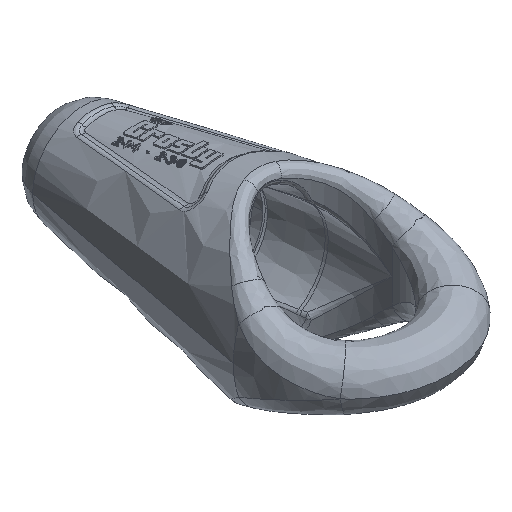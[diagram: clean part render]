
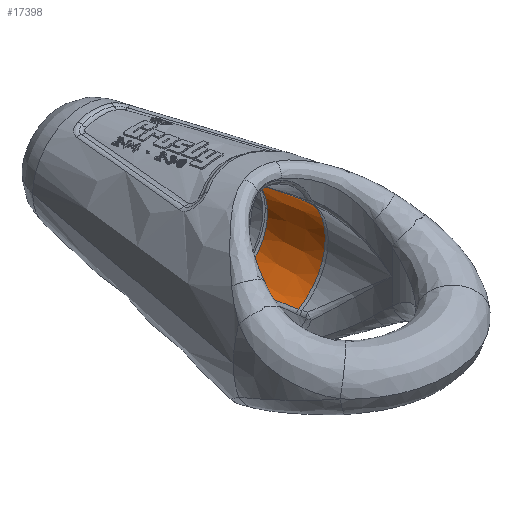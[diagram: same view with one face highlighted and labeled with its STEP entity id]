
A CAD part, isometric view. The second image highlights one B-rep face of the part: STEP entity #17398.
In plain terms, the highlighted conical face has half-angle 7.5 degrees and reference radius 62.533 mm.
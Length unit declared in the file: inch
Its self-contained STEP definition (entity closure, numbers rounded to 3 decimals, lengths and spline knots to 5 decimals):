
#830=CARTESIAN_POINT('',(0.63148,8.054,-2.21934));
#837=CARTESIAN_POINT('',(0.63148,8.054,-2.21934));
#838=CARTESIAN_POINT('',(0.74585,7.83152,-2.21725));
#839=CARTESIAN_POINT('',(0.95862,7.36331,-2.20404));
#840=CARTESIAN_POINT('',(1.21281,6.58431,-2.18986));
#841=CARTESIAN_POINT('',(1.33515,6.00857,-2.20407));
#842=CARTESIAN_POINT('',(1.38297,5.70684,-2.22108));
#851=CARTESIAN_POINT('',(0.,5.70684,0.));
#852=DIRECTION('',(0.,1.,0.));
#853=DIRECTION('',(0.529,0.,0.849));
#854=AXIS2_PLACEMENT_3D('',#851,#852,#853);
#856=CARTESIAN_POINT('',(0.,8.054,0.));
#857=DIRECTION('',(0.,-1.,0.));
#858=DIRECTION('',(0.274,0.,-0.962));
#859=AXIS2_PLACEMENT_3D('',#856,#857,#858);
#933=CARTESIAN_POINT('',(1.38297,5.70684,2.22108));
#952=CARTESIAN_POINT('',(0.63148,8.054,2.21934));
#966=CARTESIAN_POINT('',(1.38297,5.70684,2.22108));
#967=CARTESIAN_POINT('',(1.33516,6.00852,2.20407));
#968=CARTESIAN_POINT('',(1.21292,6.58423,2.18984));
#969=CARTESIAN_POINT('',(0.95761,7.36602,2.20411));
#970=CARTESIAN_POINT('',(0.74528,7.83262,2.21726));
#971=CARTESIAN_POINT('',(0.63148,8.054,2.21934));
#13133=CARTESIAN_POINT('',(1.38297,5.70684,
-2.22108));
#13135=VERTEX_POINT('',#13133);
#13150=VERTEX_POINT('',#933);
#13218=VERTEX_POINT('',#830);
#13221=VERTEX_POINT('',#952);
#17385=CARTESIAN_POINT('',(0.,6.88042,0.));
#17386=DIRECTION('',(0.,-1.,0.));
#17387=DIRECTION('',(1.,0.,0.));
#17388=AXIS2_PLACEMENT_3D('',#17385,#17386,#17387);
#17389=CONICAL_SURFACE('',#17388,2.46194,7.5);
#17391=ORIENTED_EDGE('',*,*,#17390,.T.);
#17392=ORIENTED_EDGE('',*,*,#17377,.F.);
#17393=ORIENTED_EDGE('',*,*,#17268,.T.);
#17395=ORIENTED_EDGE('',*,*,#17394,.F.);
#17396=EDGE_LOOP('',(#17391,#17392,#17393,#17395));
#17397=FACE_OUTER_BOUND('',#17396,.F.);
#17398=ADVANCED_FACE('',(#17397),#17389,.F.);
#843=B_SPLINE_CURVE_WITH_KNOTS('',3,(#837,#838,#839,#840,#841,#842),
.UNSPECIFIED.,.F.,.F.,(4,1,1,4),(0.,0.33333,0.66667,1.),
.UNSPECIFIED.);
#855=CIRCLE('',#854,2.61644);
#860=CIRCLE('',#859,2.30744);
#972=B_SPLINE_CURVE_WITH_KNOTS('',3,(#966,#967,#968,#969,#970,#971),
.UNSPECIFIED.,.F.,.F.,(4,1,1,4),(0.,0.33333,0.66667,1.),
.UNSPECIFIED.);
#17268=EDGE_CURVE('',#13218,#13221,#860,.T.);
#17377=EDGE_CURVE('',#13218,#13135,#843,.T.);
#17390=EDGE_CURVE('',#13150,#13135,#855,.T.);
#17394=EDGE_CURVE('',#13150,#13221,#972,.T.);
